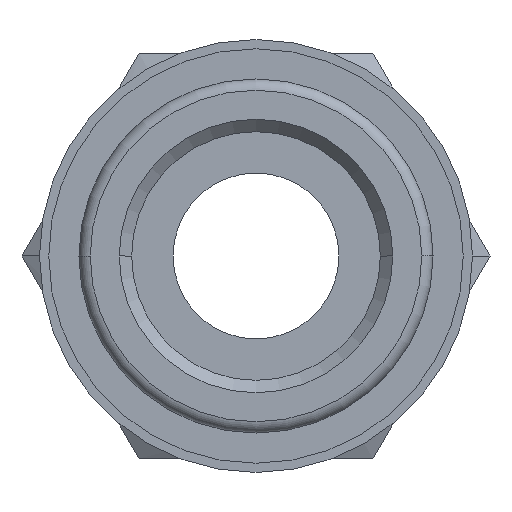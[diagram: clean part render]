
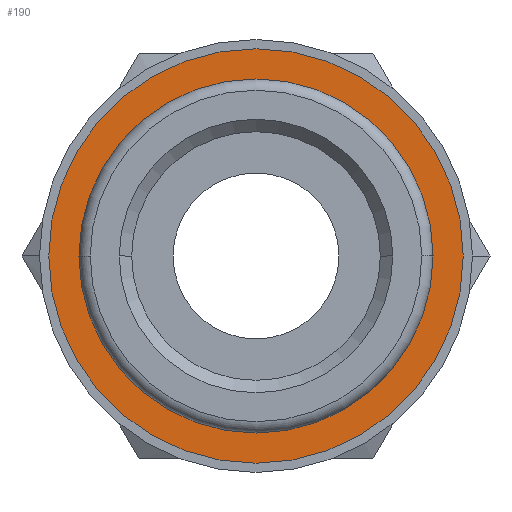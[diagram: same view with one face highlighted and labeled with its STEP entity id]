
A CAD part, front view. The second image highlights one B-rep face of the part: STEP entity #190.
In plain terms, the highlighted planar face has unit normal (0, -1, 0).
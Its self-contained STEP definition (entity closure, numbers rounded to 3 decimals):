
#190=ADVANCED_FACE('',(#389,#390),#391,.T.);
#389=FACE_BOUND('',#586,.T.);
#390=FACE_OUTER_BOUND('',#587,.T.);
#391=PLANE('',#588);
#586=EDGE_LOOP('',(#1039,#1040,#1041));
#587=EDGE_LOOP('',(#1042,#1043));
#588=AXIS2_PLACEMENT_3D('',#1044,#1045,#1046);
#1039=ORIENTED_EDGE('',*,*,#1158,.T.);
#1040=ORIENTED_EDGE('',*,*,#1276,.T.);
#1041=ORIENTED_EDGE('',*,*,#1159,.T.);
#1042=ORIENTED_EDGE('',*,*,#1105,.F.);
#1043=ORIENTED_EDGE('',*,*,#1129,.F.);
#1044=CARTESIAN_POINT('',(5.625,3.6,0.0));
#1045=DIRECTION('',(-0.0,-1.0,-0.0));
#1046=DIRECTION('',(-1.0,0.0,0.0));
#1105=EDGE_CURVE('',#1293,#1296,#1297,.T.);
#1129=EDGE_CURVE('',#1296,#1293,#1337,.T.);
#1158=EDGE_CURVE('',#1387,#1385,#1388,.T.);
#1159=EDGE_CURVE('',#1389,#1387,#1390,.T.);
#1276=EDGE_CURVE('',#1385,#1389,#1536,.T.);
#1293=VERTEX_POINT('',#1553);
#1296=VERTEX_POINT('',#1557);
#1297=CIRCLE('',#1558,11.25);
#1337=CIRCLE('',#1627,11.25);
#1385=VERTEX_POINT('',#1727);
#1387=VERTEX_POINT('',#1729);
#1388=CIRCLE('',#1730,9.156);
#1389=VERTEX_POINT('',#1731);
#1390=CIRCLE('',#1732,9.156);
#1536=CIRCLE('',#2094,9.156);
#1553=CARTESIAN_POINT('',(11.25,3.6,0.0));
#1557=CARTESIAN_POINT('',(-11.25,3.6,0.));
#1558=AXIS2_PLACEMENT_3D('',#2114,#2115,#2116);
#1627=AXIS2_PLACEMENT_3D('',#2151,#2152,#2153);
#1727=CARTESIAN_POINT('',(9.156,3.6,0.));
#1729=CARTESIAN_POINT('',(0.,3.6,9.156));
#1730=AXIS2_PLACEMENT_3D('',#2192,#2193,#2194);
#1731=CARTESIAN_POINT('',(-9.156,3.6,0.));
#1732=AXIS2_PLACEMENT_3D('',#2195,#2196,#2197);
#2094=AXIS2_PLACEMENT_3D('',#2333,#2334,#2335);
#2114=CARTESIAN_POINT('',(0.0,3.6,0.0));
#2115=DIRECTION('',(-0.0,1.0,0.0));
#2116=DIRECTION('',(1.0,0.0,0.0));
#2151=CARTESIAN_POINT('',(0.0,3.6,0.0));
#2152=DIRECTION('',(-0.0,1.0,0.0));
#2153=DIRECTION('',(1.0,0.0,0.0));
#2192=CARTESIAN_POINT('',(0.0,3.6,0.0));
#2193=DIRECTION('',(0.0,1.0,0.0));
#2194=DIRECTION('',(0.0,0.0,-1.0));
#2195=CARTESIAN_POINT('',(0.0,3.6,0.0));
#2196=DIRECTION('',(0.0,1.0,0.0));
#2197=DIRECTION('',(0.0,0.0,-1.0));
#2333=CARTESIAN_POINT('',(0.0,3.6,0.0));
#2334=DIRECTION('',(0.0,1.0,0.0));
#2335=DIRECTION('',(0.0,0.0,-1.0));
